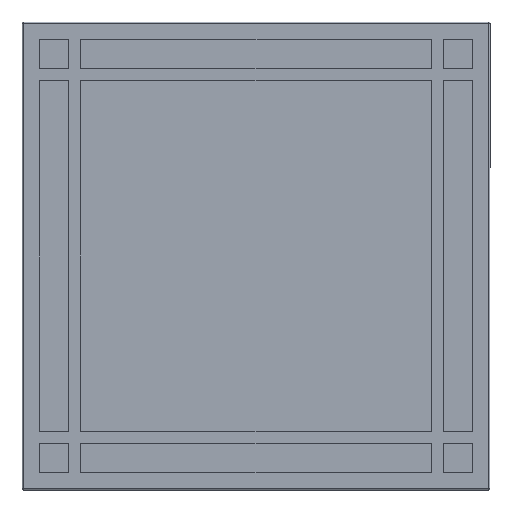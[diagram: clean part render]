
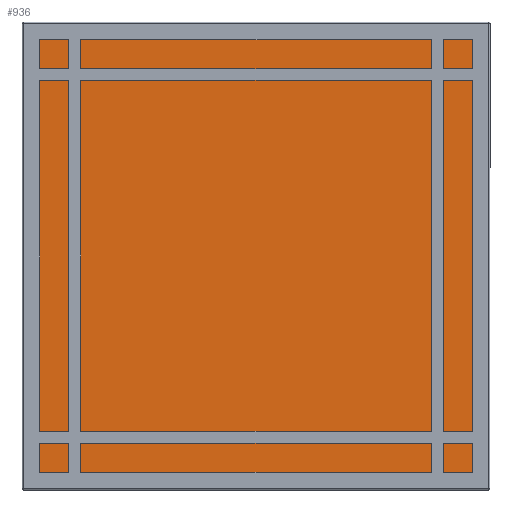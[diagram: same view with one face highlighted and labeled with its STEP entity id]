
A CAD part, front view. The second image highlights one B-rep face of the part: STEP entity #936.
In plain terms, the highlighted planar face has unit normal (0, -1, 0).
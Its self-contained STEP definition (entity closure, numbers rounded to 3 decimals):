
#12 = DIRECTION ( 'NONE',  ( 0., 0., 1. ) ) ;
#574 = CARTESIAN_POINT ( 'NONE',  ( -198.5, -85.5, 198.5 ) ) ;
#717 = PLANE ( 'NONE',  #7512 ) ;
#779 = VERTEX_POINT ( 'NONE', #3526 ) ;
#936 = ADVANCED_FACE ( 'NONE', ( #8021 ), #717, .T. ) ;
#1056 = VECTOR ( 'NONE', #6354, 1000. ) ;
#1111 = EDGE_CURVE ( 'NONE', #3256, #7097, #4013, .T. ) ;
#1147 = LINE ( 'NONE', #3776, #1056 ) ;
#1560 = ORIENTED_EDGE ( 'NONE', *, *, #5111, .F. ) ;
#1581 = VECTOR ( 'NONE', #5348, 1000. ) ;
#1932 = VECTOR ( 'NONE', #8472, 1000. ) ;
#2178 = CARTESIAN_POINT ( 'NONE',  ( 198.5, -85.5, 198.5 ) ) ;
#2283 = CARTESIAN_POINT ( 'NONE',  ( 198.5, -85.5, 198.5 ) ) ;
#2520 = LINE ( 'NONE', #574, #5004 ) ;
#3154 = CARTESIAN_POINT ( 'NONE',  ( -198.5, -85.5, 198.5 ) ) ;
#3256 = VERTEX_POINT ( 'NONE', #3154 ) ;
#3526 = CARTESIAN_POINT ( 'NONE',  ( 198.5, -85.5, -198.5 ) ) ;
#3690 = EDGE_LOOP ( 'NONE', ( #5168, #6632, #1560, #3899 ) ) ;
#3721 = VERTEX_POINT ( 'NONE', #4588 ) ;
#3776 = CARTESIAN_POINT ( 'NONE',  ( -198.5, -85.5, -198.5 ) ) ;
#3899 = ORIENTED_EDGE ( 'NONE', *, *, #6294, .F. ) ;
#4013 = LINE ( 'NONE', #7832, #1932 ) ;
#4014 = LINE ( 'NONE', #2178, #1581 ) ;
#4114 = CARTESIAN_POINT ( 'NONE',  ( 0., -85.5, 0. ) ) ;
#4588 = CARTESIAN_POINT ( 'NONE',  ( -198.5, -85.5, -198.5 ) ) ;
#5004 = VECTOR ( 'NONE', #12, 1000. ) ;
#5111 = EDGE_CURVE ( 'NONE', #3721, #3256, #2520, .T. ) ;
#5168 = ORIENTED_EDGE ( 'NONE', *, *, #5313, .F. ) ;
#5313 = EDGE_CURVE ( 'NONE', #7097, #779, #4014, .T. ) ;
#5348 = DIRECTION ( 'NONE',  ( 0., 0., -1. ) ) ;
#5917 = DIRECTION ( 'NONE',  ( 0., -1., 0. ) ) ;
#6040 = DIRECTION ( 'NONE',  ( 0., 0., -1. ) ) ;
#6294 = EDGE_CURVE ( 'NONE', #779, #3721, #1147, .T. ) ;
#6354 = DIRECTION ( 'NONE',  ( -1., 0., 0. ) ) ;
#6632 = ORIENTED_EDGE ( 'NONE', *, *, #1111, .F. ) ;
#7097 = VERTEX_POINT ( 'NONE', #2283 ) ;
#7512 = AXIS2_PLACEMENT_3D ( 'NONE', #4114, #5917, #6040 ) ;
#7832 = CARTESIAN_POINT ( 'NONE',  ( -198.5, -85.5, 198.5 ) ) ;
#8021 = FACE_OUTER_BOUND ( 'NONE', #3690, .T. ) ;
#8472 = DIRECTION ( 'NONE',  ( 1., 0., 0. ) ) ;
